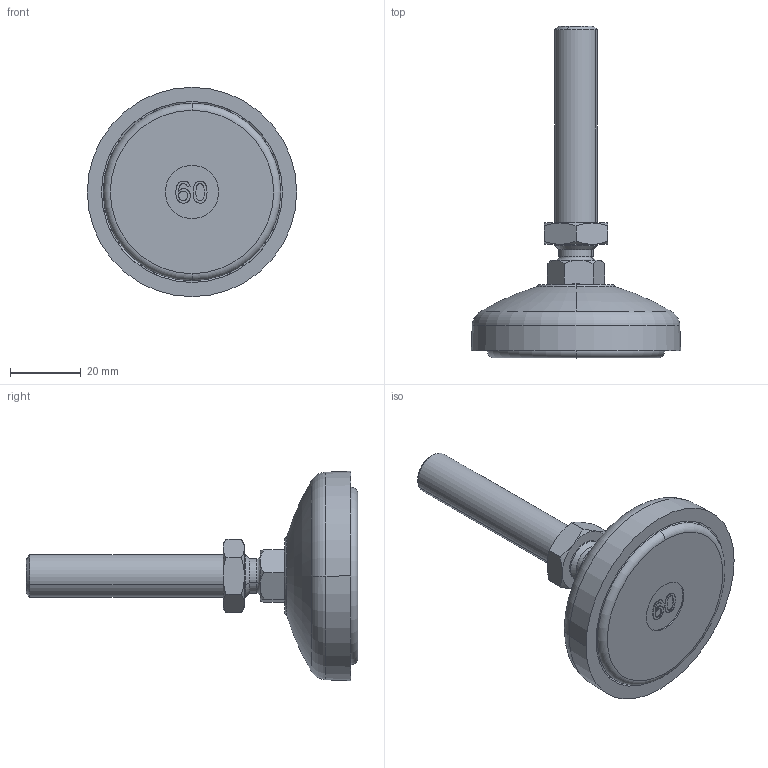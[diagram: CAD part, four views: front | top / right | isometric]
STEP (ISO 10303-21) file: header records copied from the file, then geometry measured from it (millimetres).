
FILE_DESCRIPTION (( 'STEP AP203' ), '1' );
FILE_NAME ('A60.10.60.04 Die cast swivel feet 60 - M12 x 66.STEP', '2018-09-28T13:24:02', ( '' ), ( '' ), 'SwSTEP 2.0', 'SolidWorks 2015', '' );
FILE_SCHEMA (( 'CONFIG_CONTROL_DESIGN' ));
Length unit declared in the file: inch
Products named in the file (2): A60.10.60.04 Die cast swivel feet 60 - M12 x 66
Bounding box: 59 x 93.5 x 59 mm (x, y, z)
Volume: 49540.8 mm3; surface area: 20714.9 mm2
Topology: 5 solids, 5 shells, 308 faces, 727 edges, 445 vertices
Faces by surface type: cylinder 82, bspline 80, plane 60, cone 55, torus 31
Entity records: 12976 total; most frequent: CARTESIAN_POINT 6231, ORIENTED_EDGE 1454, DIRECTION 1277, EDGE_CURVE 727, AXIS2_PLACEMENT_3D 548, VERTEX_POINT 445, EDGE_LOOP 330, CIRCLE 318
